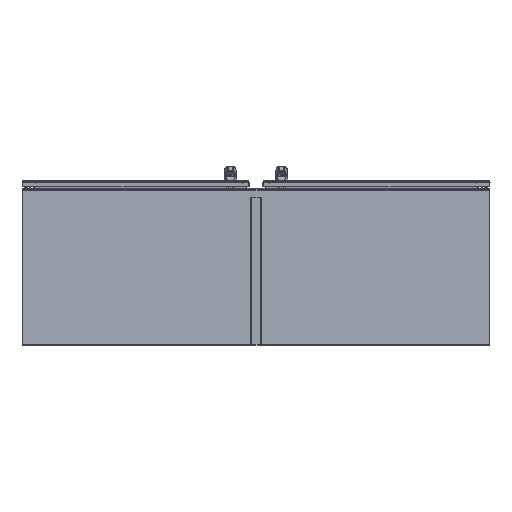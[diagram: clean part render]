
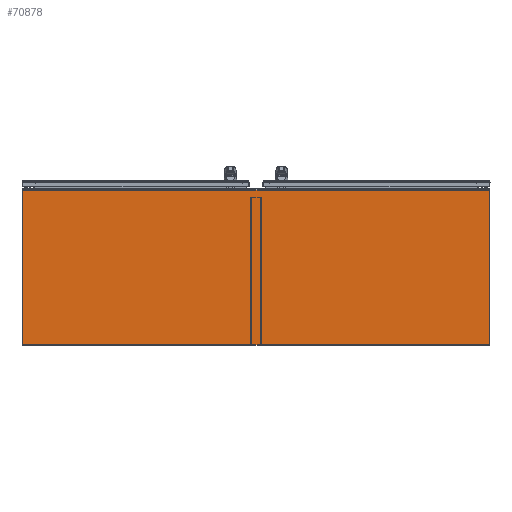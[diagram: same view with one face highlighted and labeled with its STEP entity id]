
A CAD part, front view. The second image highlights one B-rep face of the part: STEP entity #70878.
In plain terms, the highlighted planar face has unit normal (0, -1, 0).
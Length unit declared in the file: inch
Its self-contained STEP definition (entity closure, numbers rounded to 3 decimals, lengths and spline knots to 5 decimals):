
#5528 = LINE ( 'NONE', #112129, #82764 ) ;
#6593 = PLANE ( 'NONE',  #15855 ) ;
#7078 = CARTESIAN_POINT ( 'NONE',  ( 0., -0.104, 0.104 ) ) ;
#7983 = LINE ( 'NONE', #7078, #128647 ) ;
#10829 = EDGE_CURVE ( 'NONE', #52847, #66959, #104895, .T. ) ;
#15855 = AXIS2_PLACEMENT_3D ( 'NONE', #17131, #90889, #149894 ) ;
#17131 = CARTESIAN_POINT ( 'NONE',  ( 35.9585, -0.104, 12.1145 ) ) ;
#24547 = DIRECTION ( 'NONE',  ( 1., 0., 0. ) ) ;
#27630 = VECTOR ( 'NONE', #24547, 39.37008 ) ;
#35096 = CARTESIAN_POINT ( 'NONE',  ( 35.9585, -0.104, 23.88038 ) ) ;
#41784 = EDGE_CURVE ( 'NONE', #44178, #52847, #99295, .T. ) ;
#44178 = VERTEX_POINT ( 'NONE', #69284 ) ;
#46316 = ORIENTED_EDGE ( 'NONE', *, *, #152373, .F. ) ;
#52847 = VERTEX_POINT ( 'NONE', #153495 ) ;
#58580 = CARTESIAN_POINT ( 'NONE',  ( 71.917, -0.104, 0.104 ) ) ;
#63194 = DIRECTION ( 'NONE',  ( 0., 0., 1. ) ) ;
#66959 = VERTEX_POINT ( 'NONE', #58580 ) ;
#69284 = CARTESIAN_POINT ( 'NONE',  ( 0., -0.104, 23.88038 ) ) ;
#70878 = ADVANCED_FACE ( 'NONE', ( #121439 ), #6593, .F. ) ;
#72817 = VECTOR ( 'NONE', #99144, 39.37008 ) ;
#82764 = VECTOR ( 'NONE', #63194, 39.37008 ) ;
#87012 = CARTESIAN_POINT ( 'NONE',  ( 71.917, -0.104, 24.021 ) ) ;
#87369 = CARTESIAN_POINT ( 'NONE',  ( 0., -0.104, 0.104 ) ) ;
#87771 = ORIENTED_EDGE ( 'NONE', *, *, #41784, .F. ) ;
#88849 = EDGE_LOOP ( 'NONE', ( #46316, #97429, #115938, #87771 ) ) ;
#90125 = EDGE_CURVE ( 'NONE', #66959, #130061, #7983, .T. ) ;
#90889 = DIRECTION ( 'NONE',  ( 0., 1., 0. ) ) ;
#97429 = ORIENTED_EDGE ( 'NONE', *, *, #90125, .F. ) ;
#99144 = DIRECTION ( 'NONE',  ( 0., 0., -1. ) ) ;
#99295 = LINE ( 'NONE', #35096, #27630 ) ;
#104895 = LINE ( 'NONE', #87012, #72817 ) ;
#112129 = CARTESIAN_POINT ( 'NONE',  ( 0., -0.104, 24.021 ) ) ;
#115938 = ORIENTED_EDGE ( 'NONE', *, *, #10829, .F. ) ;
#121439 = FACE_OUTER_BOUND ( 'NONE', #88849, .T. ) ;
#128647 = VECTOR ( 'NONE', #149358, 39.37008 ) ;
#130061 = VERTEX_POINT ( 'NONE', #87369 ) ;
#149358 = DIRECTION ( 'NONE',  ( -1., 0., 0. ) ) ;
#149894 = DIRECTION ( 'NONE',  ( 0., 0., 1. ) ) ;
#152373 = EDGE_CURVE ( 'NONE', #130061, #44178, #5528, .T. ) ;
#153495 = CARTESIAN_POINT ( 'NONE',  ( 71.917, -0.104, 23.88038 ) ) ;
